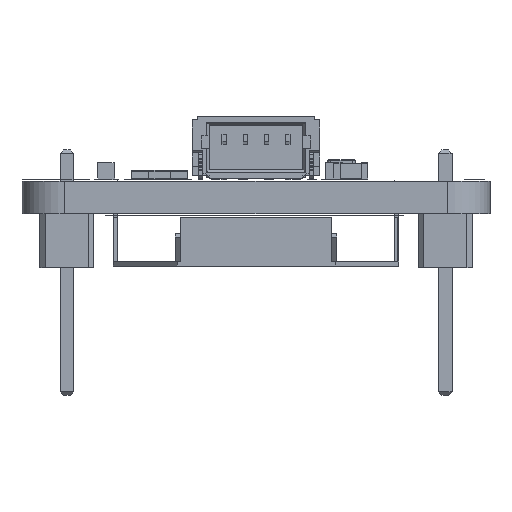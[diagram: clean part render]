
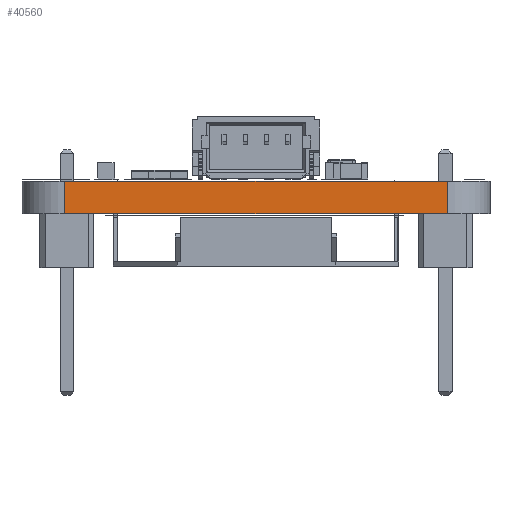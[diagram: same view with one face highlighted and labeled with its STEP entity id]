
A CAD part, left-side view. The second image highlights one B-rep face of the part: STEP entity #40560.
In plain terms, the highlighted planar face has unit normal (-1, 0, 0).
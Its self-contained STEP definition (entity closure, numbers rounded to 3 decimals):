
#39977 = VERTEX_POINT('',#39978);
#39978 = CARTESIAN_POINT('',(-11.,9.,0.));
#39985 = EDGE_CURVE('',#39986,#39977,#39988,.T.);
#39986 = VERTEX_POINT('',#39987);
#39987 = CARTESIAN_POINT('',(-11.,-9.,0.));
#39988 = LINE('',#39989,#39990);
#39989 = CARTESIAN_POINT('',(-11.,-9.,0.));
#39990 = VECTOR('',#39991,1.);
#39991 = DIRECTION('',(0.,1.,0.));
#40255 = VERTEX_POINT('',#40256);
#40256 = CARTESIAN_POINT('',(-11.,9.,1.51));
#40263 = EDGE_CURVE('',#40264,#40255,#40266,.T.);
#40264 = VERTEX_POINT('',#40265);
#40265 = CARTESIAN_POINT('',(-11.,-9.,1.51));
#40266 = LINE('',#40267,#40268);
#40267 = CARTESIAN_POINT('',(-11.,-9.,1.51));
#40268 = VECTOR('',#40269,1.);
#40269 = DIRECTION('',(0.,1.,0.));
#40530 = EDGE_CURVE('',#39977,#40255,#40531,.T.);
#40531 = LINE('',#40532,#40533);
#40532 = CARTESIAN_POINT('',(-11.,9.,0.));
#40533 = VECTOR('',#40534,1.);
#40534 = DIRECTION('',(0.,0.,1.));
#40560 = ADVANCED_FACE('',(#40561),#40572,.T.);
#40561 = FACE_BOUND('',#40562,.T.);
#40562 = EDGE_LOOP('',(#40563,#40569,#40570,#40571));
#40563 = ORIENTED_EDGE('',*,*,#40564,.T.);
#40564 = EDGE_CURVE('',#39986,#40264,#40565,.T.);
#40565 = LINE('',#40566,#40567);
#40566 = CARTESIAN_POINT('',(-11.,-9.,0.));
#40567 = VECTOR('',#40568,1.);
#40568 = DIRECTION('',(0.,0.,1.));
#40569 = ORIENTED_EDGE('',*,*,#40263,.T.);
#40570 = ORIENTED_EDGE('',*,*,#40530,.F.);
#40571 = ORIENTED_EDGE('',*,*,#39985,.F.);
#40572 = PLANE('',#40573);
#40573 = AXIS2_PLACEMENT_3D('',#40574,#40575,#40576);
#40574 = CARTESIAN_POINT('',(-11.,-9.,0.));
#40575 = DIRECTION('',(-1.,0.,0.));
#40576 = DIRECTION('',(0.,1.,0.));
